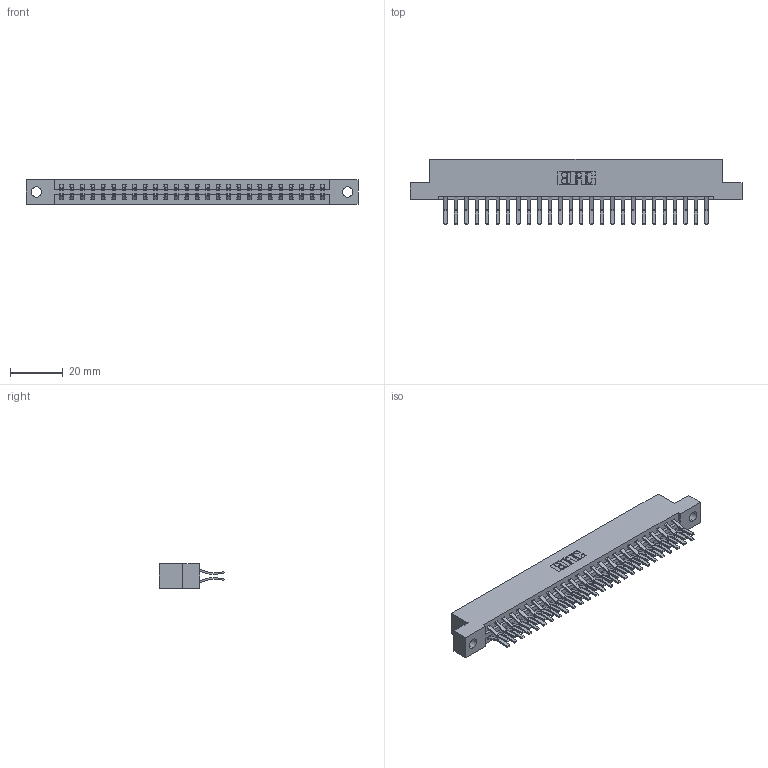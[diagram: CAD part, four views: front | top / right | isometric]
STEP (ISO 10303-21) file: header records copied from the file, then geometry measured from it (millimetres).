
FILE_DESCRIPTION (( 'STEP AP203' ), '1' );
FILE_NAME ('337-052-560-204.STEP', '2019-10-09T17:27:16', ( '' ), ( '' ), 'SwSTEP 2.0', 'SolidWorks 2016', '' );
FILE_SCHEMA (( 'CONFIG_CONTROL_DESIGN' ));
Length unit declared in the file: inch
Products named in the file (3): 337 Part_Flush Mounting Lugs - 0.156 Dia-TH; 337-052-560-204; 345-292-001_560 Tail
Assembly tree (53 placements, depth 2):
  337-052-560-204
    337 Part_Flush Mounting Lugs - 0.156 Dia-TH
    345-292-001_560 Tail  x52
Bounding box: 126.03 x 24.78 x 9.4 mm (x, y, z)
Volume: 13322.6 mm3; surface area: 15689.6 mm2
Topology: 53 solids, 53 shells, 3026 faces, 8995 edges, 5926 vertices
Faces by surface type: plane 2046, cylinder 980
Entity records: 22319 total; most frequent: CARTESIAN_POINT 3774, ORIENTED_EDGE 3710, DIRECTION 3243, EDGE_CURVE 1855, VECTOR 1723, LINE 1723, VERTEX_POINT 1234, AXIS2_PLACEMENT_3D 760
